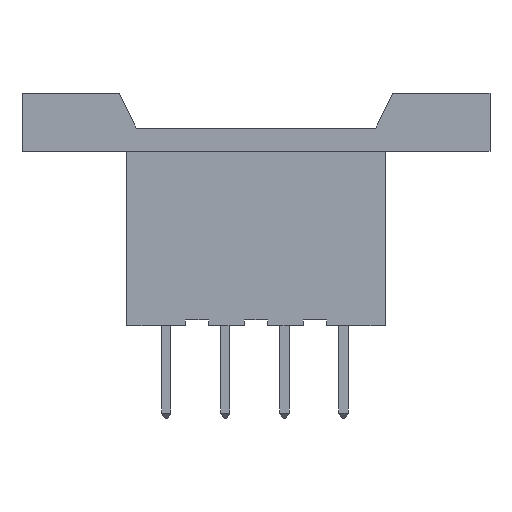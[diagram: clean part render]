
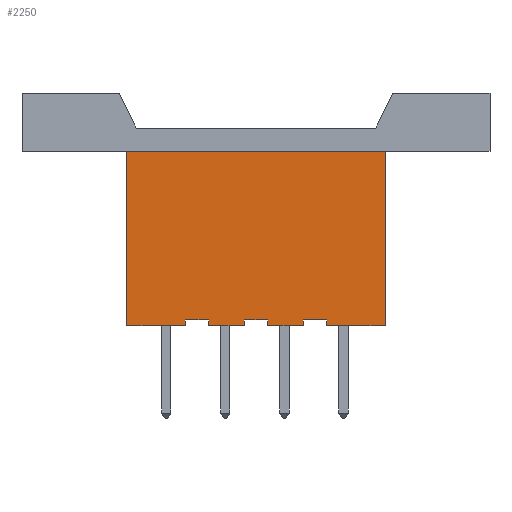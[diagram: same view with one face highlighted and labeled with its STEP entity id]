
A CAD part, front view. The second image highlights one B-rep face of the part: STEP entity #2250.
In plain terms, the highlighted planar face has unit normal (0, -1, 0).
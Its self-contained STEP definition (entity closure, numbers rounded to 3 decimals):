
#2127=AXIS2_PLACEMENT_3D('Plane Axis2P3D',#2124,#2125,#2126) ;
#302=CARTESIAN_POINT('Vertex',(9.02,1.727,23.)) ;
#305=CARTESIAN_POINT('Line Origine',(20.12,1.727,23.)) ;
#309=CARTESIAN_POINT('Vertex',(31.22,1.727,23.)) ;
#738=CARTESIAN_POINT('Vertex',(14.04,1.727,8.5)) ;
#743=CARTESIAN_POINT('Line Origine',(14.04,1.727,8.25)) ;
#747=CARTESIAN_POINT('Vertex',(14.04,1.727,8.)) ;
#782=CARTESIAN_POINT('Line Origine',(11.53,1.727,8.)) ;
#786=CARTESIAN_POINT('Vertex',(9.02,1.727,8.)) ;
#2124=CARTESIAN_POINT('Axis2P3D Location',(9.019,1.727,23.)) ;
#2129=CARTESIAN_POINT('Line Origine',(31.22,1.727,15.5)) ;
#2133=CARTESIAN_POINT('Vertex',(31.22,1.727,8.)) ;
#2136=CARTESIAN_POINT('Line Origine',(9.02,1.727,15.5)) ;
#2141=CARTESIAN_POINT('Line Origine',(14.54,1.727,8.5)) ;
#2145=CARTESIAN_POINT('Vertex',(15.04,1.727,8.5)) ;
#2148=CARTESIAN_POINT('Line Origine',(15.54,1.727,8.5)) ;
#2152=CARTESIAN_POINT('Vertex',(16.04,1.727,8.5)) ;
#2155=CARTESIAN_POINT('Line Origine',(16.04,1.727,8.25)) ;
#2159=CARTESIAN_POINT('Vertex',(16.04,1.727,8.)) ;
#2162=CARTESIAN_POINT('Line Origine',(17.58,1.727,8.)) ;
#2166=CARTESIAN_POINT('Vertex',(19.12,1.727,8.)) ;
#2169=CARTESIAN_POINT('Line Origine',(19.12,1.727,8.25)) ;
#2173=CARTESIAN_POINT('Vertex',(19.12,1.727,8.5)) ;
#2176=CARTESIAN_POINT('Line Origine',(19.62,1.727,8.5)) ;
#2180=CARTESIAN_POINT('Vertex',(20.12,1.727,8.5)) ;
#2183=CARTESIAN_POINT('Line Origine',(20.62,1.727,8.5)) ;
#2187=CARTESIAN_POINT('Vertex',(21.12,1.727,8.5)) ;
#2190=CARTESIAN_POINT('Line Origine',(21.12,1.727,8.25)) ;
#2194=CARTESIAN_POINT('Vertex',(21.12,1.727,8.)) ;
#2197=CARTESIAN_POINT('Line Origine',(22.66,1.727,8.)) ;
#2201=CARTESIAN_POINT('Vertex',(24.2,1.727,8.)) ;
#2204=CARTESIAN_POINT('Line Origine',(24.2,1.727,8.25)) ;
#2208=CARTESIAN_POINT('Vertex',(24.2,1.727,8.5)) ;
#2211=CARTESIAN_POINT('Line Origine',(25.2,1.727,8.5)) ;
#2215=CARTESIAN_POINT('Vertex',(26.2,1.727,8.5)) ;
#2218=CARTESIAN_POINT('Line Origine',(26.2,1.727,8.25)) ;
#2222=CARTESIAN_POINT('Vertex',(26.2,1.727,8.)) ;
#2225=CARTESIAN_POINT('Line Origine',(28.71,1.727,8.)) ;
#306=DIRECTION('Vector Direction',(-1.,0.,0.)) ;
#744=DIRECTION('Vector Direction',(0.,0.,-1.)) ;
#783=DIRECTION('Vector Direction',(1.,0.,0.)) ;
#2125=DIRECTION('Axis2P3D Direction',(-0.,1.,0.)) ;
#2126=DIRECTION('Axis2P3D XDirection',(1.,0.,0.)) ;
#2130=DIRECTION('Vector Direction',(0.,0.,-1.)) ;
#2137=DIRECTION('Vector Direction',(0.,0.,-1.)) ;
#2142=DIRECTION('Vector Direction',(1.,0.,0.)) ;
#2149=DIRECTION('Vector Direction',(1.,0.,0.)) ;
#2156=DIRECTION('Vector Direction',(0.,0.,-1.)) ;
#2163=DIRECTION('Vector Direction',(1.,0.,0.)) ;
#2170=DIRECTION('Vector Direction',(0.,0.,-1.)) ;
#2177=DIRECTION('Vector Direction',(1.,0.,0.)) ;
#2184=DIRECTION('Vector Direction',(1.,0.,0.)) ;
#2191=DIRECTION('Vector Direction',(0.,0.,-1.)) ;
#2198=DIRECTION('Vector Direction',(1.,0.,0.)) ;
#2205=DIRECTION('Vector Direction',(0.,0.,-1.)) ;
#2212=DIRECTION('Vector Direction',(1.,0.,0.)) ;
#2219=DIRECTION('Vector Direction',(0.,0.,-1.)) ;
#2226=DIRECTION('Vector Direction',(-1.,0.,0.)) ;
#307=VECTOR('Line Direction',#306,1.) ;
#745=VECTOR('Line Direction',#744,1.) ;
#784=VECTOR('Line Direction',#783,1.) ;
#2131=VECTOR('Line Direction',#2130,1.) ;
#2138=VECTOR('Line Direction',#2137,1.) ;
#2143=VECTOR('Line Direction',#2142,1.) ;
#2150=VECTOR('Line Direction',#2149,1.) ;
#2157=VECTOR('Line Direction',#2156,1.) ;
#2164=VECTOR('Line Direction',#2163,1.) ;
#2171=VECTOR('Line Direction',#2170,1.) ;
#2178=VECTOR('Line Direction',#2177,1.) ;
#2185=VECTOR('Line Direction',#2184,1.) ;
#2192=VECTOR('Line Direction',#2191,1.) ;
#2199=VECTOR('Line Direction',#2198,1.) ;
#2206=VECTOR('Line Direction',#2205,1.) ;
#2213=VECTOR('Line Direction',#2212,1.) ;
#2220=VECTOR('Line Direction',#2219,1.) ;
#2227=VECTOR('Line Direction',#2226,1.) ;
#2231=ORIENTED_EDGE('',*,*,#2135,.F.) ;
#2232=ORIENTED_EDGE('',*,*,#311,.T.) ;
#2233=ORIENTED_EDGE('',*,*,#2140,.T.) ;
#2234=ORIENTED_EDGE('',*,*,#788,.T.) ;
#2235=ORIENTED_EDGE('',*,*,#749,.T.) ;
#2236=ORIENTED_EDGE('',*,*,#2147,.T.) ;
#2237=ORIENTED_EDGE('',*,*,#2154,.T.) ;
#2238=ORIENTED_EDGE('',*,*,#2161,.T.) ;
#2239=ORIENTED_EDGE('',*,*,#2168,.T.) ;
#2240=ORIENTED_EDGE('',*,*,#2175,.T.) ;
#2241=ORIENTED_EDGE('',*,*,#2182,.T.) ;
#2242=ORIENTED_EDGE('',*,*,#2189,.T.) ;
#2243=ORIENTED_EDGE('',*,*,#2196,.T.) ;
#2244=ORIENTED_EDGE('',*,*,#2203,.T.) ;
#2245=ORIENTED_EDGE('',*,*,#2210,.T.) ;
#2246=ORIENTED_EDGE('',*,*,#2217,.T.) ;
#2247=ORIENTED_EDGE('',*,*,#2224,.T.) ;
#2248=ORIENTED_EDGE('',*,*,#2229,.F.) ;
#2250=ADVANCED_FACE('model',(#2249),#2128,.F.) ;
#311=EDGE_CURVE('',#310,#303,#308,.T.) ;
#749=EDGE_CURVE('',#748,#739,#746,.F.) ;
#788=EDGE_CURVE('',#787,#748,#785,.T.) ;
#2135=EDGE_CURVE('',#310,#2134,#2132,.T.) ;
#2140=EDGE_CURVE('',#303,#787,#2139,.T.) ;
#2147=EDGE_CURVE('',#739,#2146,#2144,.T.) ;
#2154=EDGE_CURVE('',#2146,#2153,#2151,.T.) ;
#2161=EDGE_CURVE('',#2153,#2160,#2158,.T.) ;
#2168=EDGE_CURVE('',#2160,#2167,#2165,.T.) ;
#2175=EDGE_CURVE('',#2167,#2174,#2172,.F.) ;
#2182=EDGE_CURVE('',#2174,#2181,#2179,.T.) ;
#2189=EDGE_CURVE('',#2181,#2188,#2186,.T.) ;
#2196=EDGE_CURVE('',#2188,#2195,#2193,.T.) ;
#2203=EDGE_CURVE('',#2195,#2202,#2200,.T.) ;
#2210=EDGE_CURVE('',#2202,#2209,#2207,.F.) ;
#2217=EDGE_CURVE('',#2209,#2216,#2214,.T.) ;
#2224=EDGE_CURVE('',#2216,#2223,#2221,.T.) ;
#2229=EDGE_CURVE('',#2134,#2223,#2228,.T.) ;
#2230=EDGE_LOOP('',(#2231,#2232,#2233,#2234,#2235,#2236,#2237,#2238,#2239,#2240,#2241,#2242,#2243,#2244,#2245,#2246,#2247,#2248)) ;
#2249=FACE_OUTER_BOUND('',#2230,.T.) ;
#308=LINE('Line',#305,#307) ;
#746=LINE('Line',#743,#745) ;
#785=LINE('Line',#782,#784) ;
#2132=LINE('Line',#2129,#2131) ;
#2139=LINE('Line',#2136,#2138) ;
#2144=LINE('Line',#2141,#2143) ;
#2151=LINE('Line',#2148,#2150) ;
#2158=LINE('Line',#2155,#2157) ;
#2165=LINE('Line',#2162,#2164) ;
#2172=LINE('Line',#2169,#2171) ;
#2179=LINE('Line',#2176,#2178) ;
#2186=LINE('Line',#2183,#2185) ;
#2193=LINE('Line',#2190,#2192) ;
#2200=LINE('Line',#2197,#2199) ;
#2207=LINE('Line',#2204,#2206) ;
#2214=LINE('Line',#2211,#2213) ;
#2221=LINE('Line',#2218,#2220) ;
#2228=LINE('Line',#2225,#2227) ;
#2128=PLANE('',#2127) ;
#303=VERTEX_POINT('',#302) ;
#310=VERTEX_POINT('',#309) ;
#739=VERTEX_POINT('',#738) ;
#748=VERTEX_POINT('',#747) ;
#787=VERTEX_POINT('',#786) ;
#2134=VERTEX_POINT('',#2133) ;
#2146=VERTEX_POINT('',#2145) ;
#2153=VERTEX_POINT('',#2152) ;
#2160=VERTEX_POINT('',#2159) ;
#2167=VERTEX_POINT('',#2166) ;
#2174=VERTEX_POINT('',#2173) ;
#2181=VERTEX_POINT('',#2180) ;
#2188=VERTEX_POINT('',#2187) ;
#2195=VERTEX_POINT('',#2194) ;
#2202=VERTEX_POINT('',#2201) ;
#2209=VERTEX_POINT('',#2208) ;
#2216=VERTEX_POINT('',#2215) ;
#2223=VERTEX_POINT('',#2222) ;
